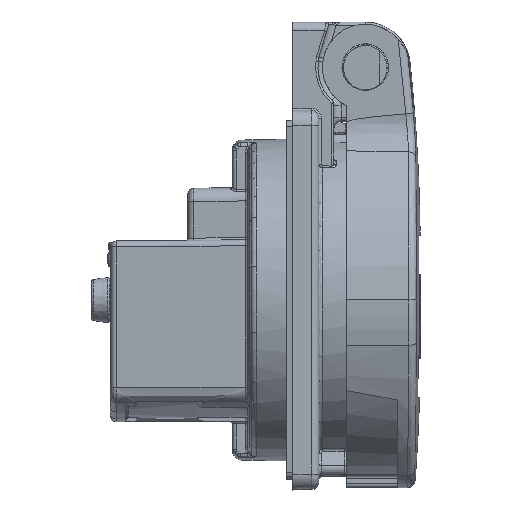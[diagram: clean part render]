
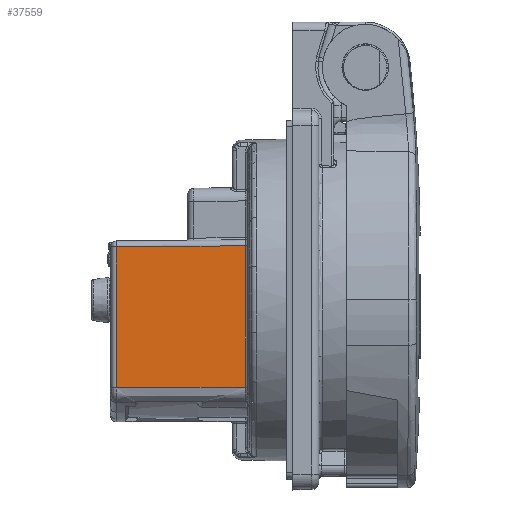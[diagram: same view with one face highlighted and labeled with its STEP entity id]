
A CAD part, top view. The second image highlights one B-rep face of the part: STEP entity #37559.
In plain terms, the highlighted planar face has unit normal (-0.009, 0, 1).
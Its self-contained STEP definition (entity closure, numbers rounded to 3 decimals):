
#2505 = CARTESIAN_POINT ( 'NONE',  ( -29.975, -11.672, 15.748 ) ) ;
#3449 = VERTEX_POINT ( 'NONE', #31816 ) ;
#4446 = DIRECTION ( 'NONE',  ( 0., -1., 0. ) ) ;
#4949 = DIRECTION ( 'NONE',  ( -1., 0., -0.009 ) ) ;
#5742 =( BOUNDED_CURVE ( )  B_SPLINE_CURVE ( 3, ( #21866, #2505, #19247, #15759 ),
 .UNSPECIFIED., .F., .F. ) 
 B_SPLINE_CURVE_WITH_KNOTS ( ( 4, 4 ),
 ( 5.183, 5.191 ),
 .UNSPECIFIED. ) 
 CURVE ( )  GEOMETRIC_REPRESENTATION_ITEM ( )  RATIONAL_B_SPLINE_CURVE ( ( 1., 1., 1., 1. ) ) 
 REPRESENTATION_ITEM ( '' )  );
#7201 = DIRECTION ( 'NONE',  ( -1., -0.009, -0.009 ) ) ;
#9313 = DIRECTION ( 'NONE',  ( -0.009, 0., 1. ) ) ;
#9687 = CARTESIAN_POINT ( 'NONE',  ( -18.547, 0., 15.847 ) ) ;
#11101 = LINE ( 'NONE', #34360, #42504 ) ;
#11873 = AXIS2_PLACEMENT_3D ( 'NONE', #28644, #9313, #4949 ) ;
#11950 = VERTEX_POINT ( 'NONE', #14436 ) ;
#13619 = EDGE_LOOP ( 'NONE', ( #25301, #22348, #18986, #15808 ) ) ;
#14436 = CARTESIAN_POINT ( 'NONE',  ( -18.547, -11.621, 15.847 ) ) ;
#15075 = LINE ( 'NONE', #17717, #24528 ) ;
#15759 = CARTESIAN_POINT ( 'NONE',  ( -18.547, -11.621, 15.847 ) ) ;
#15808 = ORIENTED_EDGE ( 'NONE', *, *, #42529, .T. ) ;
#17717 = CARTESIAN_POINT ( 'NONE',  ( -35.707, 0., 15.698 ) ) ;
#18499 = VERTEX_POINT ( 'NONE', #23940 ) ;
#18986 = ORIENTED_EDGE ( 'NONE', *, *, #27712, .T. ) ;
#19247 = CARTESIAN_POINT ( 'NONE',  ( -24.256, -11.646, 15.798 ) ) ;
#19428 = EDGE_CURVE ( 'NONE', #18499, #11950, #5742, .T. ) ;
#21342 = EDGE_CURVE ( 'NONE', #11950, #3449, #30099, .T. ) ;
#21503 = CARTESIAN_POINT ( 'NONE',  ( -35.707, 7.048, 15.698 ) ) ;
#21866 = CARTESIAN_POINT ( 'NONE',  ( -35.707, -11.698, 15.698 ) ) ;
#22134 = PLANE ( 'NONE',  #11873 ) ;
#22346 = FACE_OUTER_BOUND ( 'NONE', #13619, .T. ) ;
#22348 = ORIENTED_EDGE ( 'NONE', *, *, #21342, .T. ) ;
#23940 = CARTESIAN_POINT ( 'NONE',  ( -35.707, -11.698, 15.698 ) ) ;
#24528 = VECTOR ( 'NONE', #4446, 1000. ) ;
#25301 = ORIENTED_EDGE ( 'NONE', *, *, #19428, .T. ) ;
#27712 = EDGE_CURVE ( 'NONE', #3449, #31828, #11101, .T. ) ;
#28644 = CARTESIAN_POINT ( 'NONE',  ( -18.25, 0., 15.85 ) ) ;
#30099 = LINE ( 'NONE', #9687, #32215 ) ;
#31816 = CARTESIAN_POINT ( 'NONE',  ( -18.547, 7.197, 15.847 ) ) ;
#31828 = VERTEX_POINT ( 'NONE', #21503 ) ;
#32215 = VECTOR ( 'NONE', #37043, 1000. ) ;
#34360 = CARTESIAN_POINT ( 'NONE',  ( -18.313, 7.199, 15.849 ) ) ;
#37043 = DIRECTION ( 'NONE',  ( 0., 1., 0. ) ) ;
#37559 = ADVANCED_FACE ( 'NONE', ( #22346 ), #22134, .T. ) ;
#42504 = VECTOR ( 'NONE', #7201, 1000. ) ;
#42529 = EDGE_CURVE ( 'NONE', #31828, #18499, #15075, .T. ) ;
